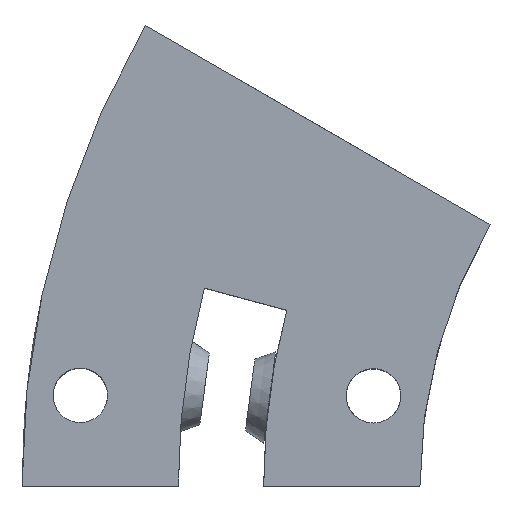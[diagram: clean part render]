
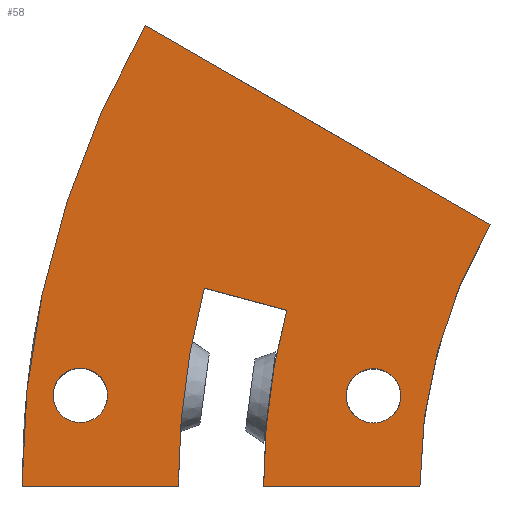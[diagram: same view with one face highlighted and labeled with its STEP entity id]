
A CAD part, top view. The second image highlights one B-rep face of the part: STEP entity #58.
In plain terms, the highlighted planar face has unit normal (0, 0, 1).
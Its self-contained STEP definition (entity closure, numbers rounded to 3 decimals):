
#58=ADVANCED_FACE('',(#137,#139,#141),#143,.T.);
#137=FACE_BOUND('',#138,.T.);
#138=EDGE_LOOP('',(#561,#562,#563,#564,#565,#566,#567,#568));
#139=FACE_BOUND('',#140,.T.);
#140=EDGE_LOOP('',(#569));
#141=FACE_BOUND('',#142,.T.);
#142=EDGE_LOOP('',(#570));
#143=PLANE('',#144);
#144=AXIS2_PLACEMENT_3D('',#145,#146,#147);
#145=CARTESIAN_POINT('',(0.,0.,43.3));
#146=DIRECTION('',(0.,0.,1.));
#147=DIRECTION('',(-1.,0.,0.));
#561=ORIENTED_EDGE('',*,*,#817,.T.);
#562=ORIENTED_EDGE('',*,*,#818,.T.);
#563=ORIENTED_EDGE('',*,*,#819,.T.);
#564=ORIENTED_EDGE('',*,*,#820,.T.);
#565=ORIENTED_EDGE('',*,*,#821,.T.);
#566=ORIENTED_EDGE('',*,*,#822,.F.);
#567=ORIENTED_EDGE('',*,*,#823,.F.);
#568=ORIENTED_EDGE('',*,*,#824,.T.);
#569=ORIENTED_EDGE('',*,*,#825,.T.);
#570=ORIENTED_EDGE('',*,*,#826,.T.);
#817=EDGE_CURVE('',#1002,#1003,#1004,.F.);
#818=EDGE_CURVE('',#1003,#1005,#1006,.T.);
#819=EDGE_CURVE('',#1005,#1007,#1008,.T.);
#820=EDGE_CURVE('',#1007,#1009,#1010,.T.);
#821=EDGE_CURVE('',#1009,#1011,#1012,.T.);
#822=EDGE_CURVE('',#1013,#1011,#1014,.T.);
#823=EDGE_CURVE('',#1015,#1013,#1016,.T.);
#824=EDGE_CURVE('',#1015,#1002,#1017,.T.);
#825=EDGE_CURVE('',#1018,#1018,#1019,.F.);
#826=EDGE_CURVE('',#1020,#1020,#1021,.F.);
#1002=VERTEX_POINT('',#1667);
#1003=VERTEX_POINT('',#1668);
#1004=CIRCLE('',#1669,116.5);
#1005=VERTEX_POINT('',#1673);
#1006=LINE('',#1674,#1675);
#1007=VERTEX_POINT('',#1677);
#1008=CIRCLE('',#1678,103.5);
#1009=VERTEX_POINT('',#1682);
#1010=LINE('',#1683,#1684);
#1011=VERTEX_POINT('',#1686);
#1012=CIRCLE('',#1687,79.7);
#1013=VERTEX_POINT('',#1691);
#1014=LINE('',#1692,#1693);
#1015=VERTEX_POINT('',#1695);
#1016=CIRCLE('',#1696,140.3);
#1017=LINE('',#1700,#1701);
#1018=VERTEX_POINT('',#1703);
#1019=CIRCLE('',#1704,4.15);
#1020=VERTEX_POINT('',#1708);
#1021=CIRCLE('',#1709,4.15);
#1667=CARTESIAN_POINT('',(-116.5,0.,43.3));
#1668=CARTESIAN_POINT('',(-112.53,30.152,43.3));
#1669=AXIS2_PLACEMENT_3D('',#1670,#1671,#1672);
#1670=CARTESIAN_POINT('',(0.,0.,43.3));
#1671=DIRECTION('',(0.,0.,1.));
#1672=DIRECTION('',(-0.966,0.259,0.));
#1673=CARTESIAN_POINT('',(-99.973,26.788,43.3));
#1674=CARTESIAN_POINT('',(-112.53,30.152,43.3));
#1675=VECTOR('',#1676,1.);
#1676=DIRECTION('',(0.966,-0.259,0.));
#1677=CARTESIAN_POINT('',(-103.5,0.,43.3));
#1678=AXIS2_PLACEMENT_3D('',#1679,#1680,#1681);
#1679=CARTESIAN_POINT('',(0.,0.,43.3));
#1680=DIRECTION('',(0.,0.,1.));
#1681=DIRECTION('',(-0.966,0.259,0.));
#1682=CARTESIAN_POINT('',(-79.7,0.,43.3));
#1683=CARTESIAN_POINT('',(-103.5,0.,43.3));
#1684=VECTOR('',#1685,1.);
#1685=DIRECTION('',(1.,0.,0.));
#1686=CARTESIAN_POINT('',(-69.022,39.85,43.3));
#1687=AXIS2_PLACEMENT_3D('',#1688,#1689,#1690);
#1688=CARTESIAN_POINT('',(0.,0.,43.3));
#1689=DIRECTION('',(0.,0.,-1.));
#1690=DIRECTION('',(-1.,0.,0.));
#1691=CARTESIAN_POINT('',(-121.503,70.15,43.3));
#1692=CARTESIAN_POINT('',(-121.503,70.15,43.3));
#1693=VECTOR('',#1694,1.);
#1694=DIRECTION('',(0.866,-0.5,0.));
#1695=CARTESIAN_POINT('',(-140.3,0.,43.3));
#1696=AXIS2_PLACEMENT_3D('',#1697,#1698,#1699);
#1697=CARTESIAN_POINT('',(0.,0.,43.3));
#1698=DIRECTION('',(0.,0.,-1.));
#1699=DIRECTION('',(-1.,0.,0.));
#1700=CARTESIAN_POINT('',(-140.3,0.,43.3));
#1701=VECTOR('',#1702,1.);
#1702=DIRECTION('',(1.,0.,0.));
#1703=CARTESIAN_POINT('',(-131.426,9.663,43.3));
#1704=AXIS2_PLACEMENT_3D('',#1705,#1706,#1707);
#1705=CARTESIAN_POINT('',(-131.426,13.813,43.3));
#1706=DIRECTION('',(0.,0.,1.));
#1707=DIRECTION('',(0.,-1.,0.));
#1708=CARTESIAN_POINT('',(-86.768,17.893,43.3));
#1709=AXIS2_PLACEMENT_3D('',#1710,#1711,#1712);
#1710=CARTESIAN_POINT('',(-86.768,13.743,43.3));
#1711=DIRECTION('',(0.,0.,1.));
#1712=DIRECTION('',(0.,1.,0.));
